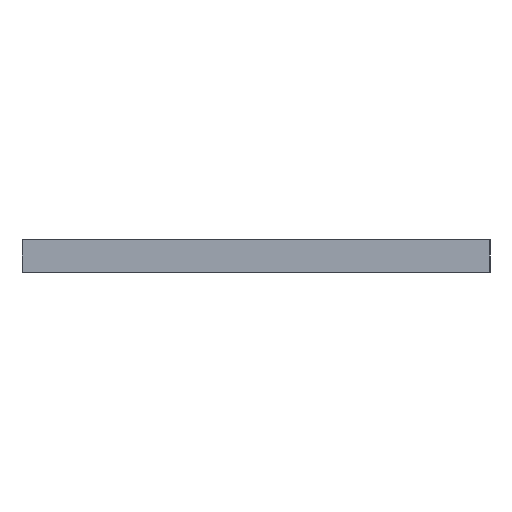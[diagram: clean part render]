
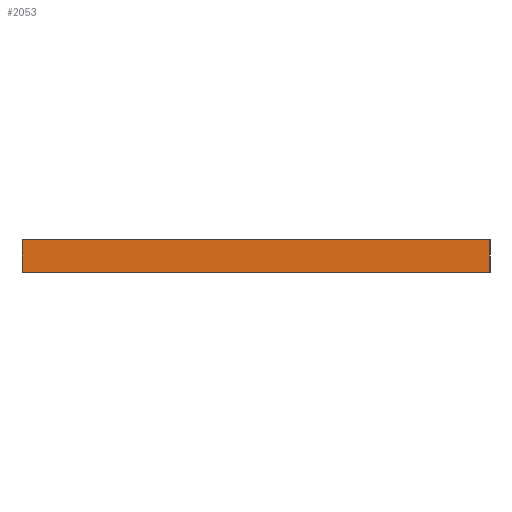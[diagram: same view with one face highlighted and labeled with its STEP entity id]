
A CAD part, front view. The second image highlights one B-rep face of the part: STEP entity #2053.
In plain terms, the highlighted planar face has unit normal (0, -1, 0).
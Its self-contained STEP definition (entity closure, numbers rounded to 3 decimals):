
#151=PLANE('',#2187);
#251=FACE_OUTER_BOUND('',#375,.T.);
#375=EDGE_LOOP('',(#1869,#1870,#1871,#1872));
#492=LINE('',#2916,#750);
#651=LINE('',#3242,#909);
#652=LINE('',#3245,#910);
#653=LINE('',#3246,#911);
#750=VECTOR('',#2364,10.);
#909=VECTOR('',#2677,10.);
#910=VECTOR('',#2680,10.);
#911=VECTOR('',#2681,10.);
#1025=VERTEX_POINT('',#2913);
#1026=VERTEX_POINT('',#2915);
#1116=VERTEX_POINT('',#3240);
#1117=VERTEX_POINT('',#3244);
#1228=EDGE_CURVE('',#1025,#1026,#492,.T.);
#1391=EDGE_CURVE('',#1025,#1116,#651,.T.);
#1392=EDGE_CURVE('',#1117,#1116,#652,.T.);
#1393=EDGE_CURVE('',#1026,#1117,#653,.T.);
#1869=ORIENTED_EDGE('',*,*,#1391,.T.);
#1870=ORIENTED_EDGE('',*,*,#1392,.F.);
#1871=ORIENTED_EDGE('',*,*,#1393,.F.);
#1872=ORIENTED_EDGE('',*,*,#1228,.F.);
#2053=ADVANCED_FACE('',(#251),#151,.T.);
#2187=AXIS2_PLACEMENT_3D('',#3243,#2678,#2679);
#2364=DIRECTION('',(-1.,0.,0.));
#2677=DIRECTION('',(0.,0.,1.));
#2678=DIRECTION('center_axis',(0.,-1.,0.));
#2679=DIRECTION('ref_axis',(1.,0.,0.));
#2680=DIRECTION('',(1.,0.,0.));
#2681=DIRECTION('',(0.,0.,1.));
#2913=CARTESIAN_POINT('',(65.,-65.,-1.6));
#2915=CARTESIAN_POINT('',(-65.,-65.,-1.6));
#2916=CARTESIAN_POINT('',(65.,-65.,-1.6));
#3240=CARTESIAN_POINT('',(65.,-65.,7.3));
#3242=CARTESIAN_POINT('',(65.,-65.,0.));
#3243=CARTESIAN_POINT('Origin',(-65.,-65.,0.));
#3244=CARTESIAN_POINT('',(-65.,-65.,7.3));
#3245=CARTESIAN_POINT('',(65.,-65.,7.3));
#3246=CARTESIAN_POINT('',(-65.,-65.,0.));
